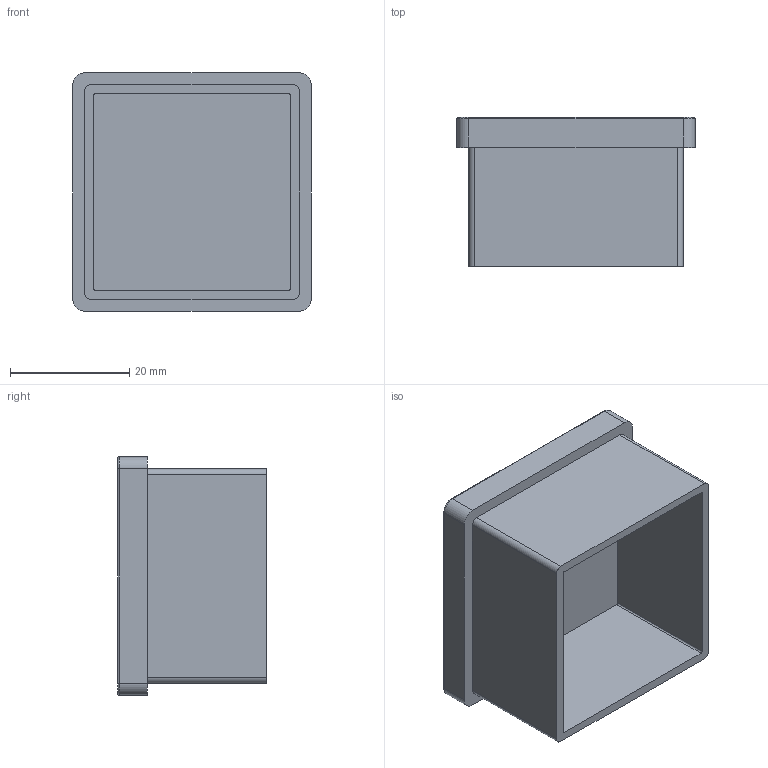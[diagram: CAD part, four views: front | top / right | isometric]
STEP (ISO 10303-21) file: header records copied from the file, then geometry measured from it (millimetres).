
FILE_DESCRIPTION (( 'STEP AP203' ), '1' );
FILE_NAME ('3D_GV1722_40x40_188711820.STEP', '2024-10-18T09:58:44', ( '' ), ( '' ), 'SwSTEP 2.0', 'SolidWorks 2024', '' );
FILE_SCHEMA (( 'CONFIG_CONTROL_DESIGN' ));
Length unit declared in the file: millimetre
Products named in the file (1): 3D_GV1722_40x40_188711820
Bounding box: 40 x 25 x 40 mm (x, y, z)
Volume: 12104.6 mm3; surface area: 9436.2 mm2
Topology: 1 solids, 1 shells, 36 faces, 88 edges, 56 vertices
Faces by surface type: plane 16, cylinder 16, torus 4
Entity records: 1141 total; most frequent: DIRECTION 198, CARTESIAN_POINT 181, ORIENTED_EDGE 176, EDGE_CURVE 88, AXIS2_PLACEMENT_3D 73, VERTEX_POINT 56, VECTOR 52, LINE 52
